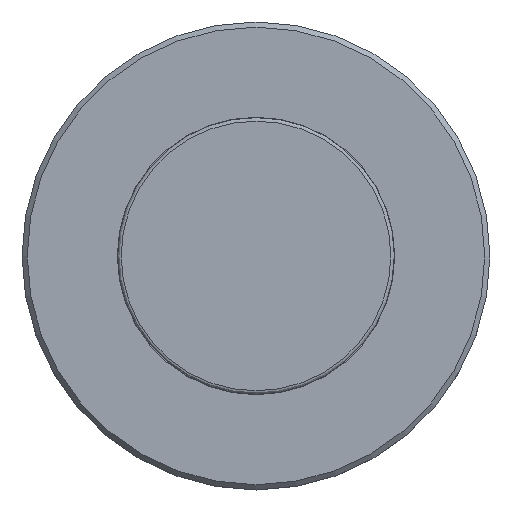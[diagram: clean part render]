
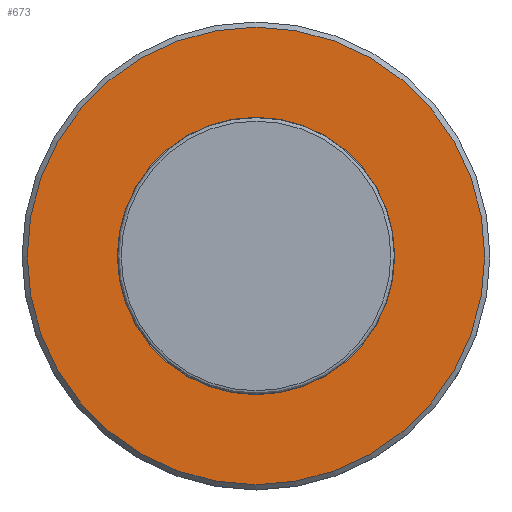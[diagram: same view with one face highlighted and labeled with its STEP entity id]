
A CAD part, top view. The second image highlights one B-rep face of the part: STEP entity #673.
In plain terms, the highlighted planar face has unit normal (0, 0, 1).
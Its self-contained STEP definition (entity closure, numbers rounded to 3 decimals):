
#52=FACE_BOUND('',#147,.T.);
#62=PLANE('',#774);
#103=FACE_OUTER_BOUND('',#146,.T.);
#146=EDGE_LOOP('',(#534));
#147=EDGE_LOOP('',(#535,#536));
#216=CIRCLE('',#773,6.6);
#217=CIRCLE('',#775,4.);
#218=CIRCLE('',#776,4.);
#327=VERTEX_POINT('',#1243);
#328=VERTEX_POINT('',#1247);
#329=VERTEX_POINT('',#1248);
#403=EDGE_CURVE('',#327,#327,#216,.T.);
#405=EDGE_CURVE('',#328,#329,#217,.T.);
#406=EDGE_CURVE('',#329,#328,#218,.T.);
#534=ORIENTED_EDGE('',*,*,#403,.F.);
#535=ORIENTED_EDGE('',*,*,#405,.F.);
#536=ORIENTED_EDGE('',*,*,#406,.F.);
#673=ADVANCED_FACE('',(#103,#52),#62,.T.);
#773=AXIS2_PLACEMENT_3D('',#1244,#976,#977);
#774=AXIS2_PLACEMENT_3D('',#1246,#979,#980);
#775=AXIS2_PLACEMENT_3D('',#1249,#981,#982);
#776=AXIS2_PLACEMENT_3D('',#1250,#983,#984);
#976=DIRECTION('center_axis',(0.,0.,-1.));
#977=DIRECTION('ref_axis',(-1.,0.,0.));
#979=DIRECTION('center_axis',(0.,0.,1.));
#980=DIRECTION('ref_axis',(0.,1.,0.));
#981=DIRECTION('center_axis',(0.,0.,1.));
#982=DIRECTION('ref_axis',(1.,0.,0.));
#983=DIRECTION('center_axis',(0.,0.,1.));
#984=DIRECTION('ref_axis',(1.,0.,0.));
#1243=CARTESIAN_POINT('',(6.6,0.,15.1));
#1244=CARTESIAN_POINT('Origin',(0.,0.,15.1));
#1246=CARTESIAN_POINT('Origin',(5.375,0.,15.1));
#1247=CARTESIAN_POINT('',(4.,0.,15.1));
#1248=CARTESIAN_POINT('',(-4.,0.,15.1));
#1249=CARTESIAN_POINT('Origin',(0.,0.,15.1));
#1250=CARTESIAN_POINT('Origin',(0.,0.,15.1));
